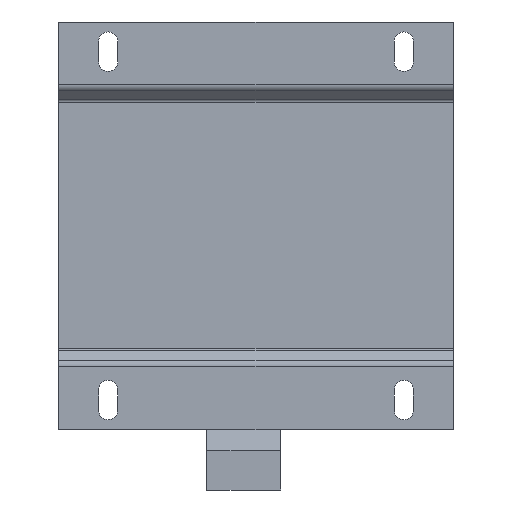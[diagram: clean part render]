
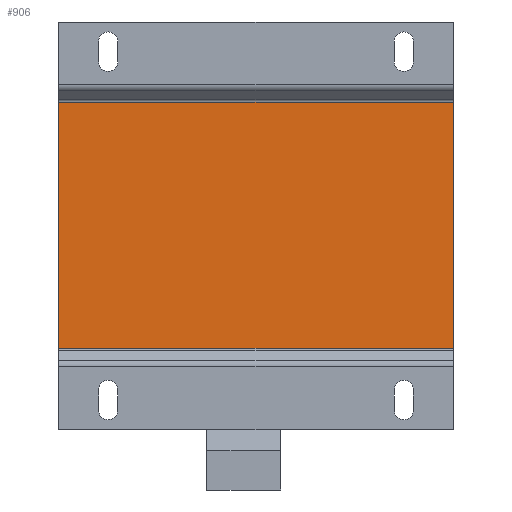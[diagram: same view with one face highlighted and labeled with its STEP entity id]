
A CAD part, front view. The second image highlights one B-rep face of the part: STEP entity #906.
In plain terms, the highlighted planar face has unit normal (0, -1, 0).
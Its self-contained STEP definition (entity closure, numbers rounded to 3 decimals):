
#57 = EDGE_LOOP ( 'NONE', ( #1748, #1705, #1038, #2657 ) ) ;
#269 = CARTESIAN_POINT ( 'NONE',  ( 0., -51.5, -37.234 ) ) ;
#303 = VECTOR ( 'NONE', #4194, 1000. ) ;
#390 = VERTEX_POINT ( 'NONE', #4000 ) ;
#626 = VERTEX_POINT ( 'NONE', #5325 ) ;
#906 = ADVANCED_FACE ( 'Defeature ausgef�hrt1_85', ( #4989 ), #1836, .F. ) ;
#1038 = ORIENTED_EDGE ( 'NONE', *, *, #3124, .T. ) ;
#1402 = CARTESIAN_POINT ( 'NONE',  ( 0., -51.5, 37.594 ) ) ;
#1512 = CARTESIAN_POINT ( 'NONE',  ( 60., -51.5, -62. ) ) ;
#1561 = EDGE_CURVE ( 'Defeature ausgef�hrt1_86+Defeature ausgef�hrt1_85+Defeature ausgef�hrt1_80+Defeature ausgef�hrt1_67', #4307, #390, #5537, .T. ) ;
#1693 = LINE ( 'NONE', #269, #5917 ) ;
#1705 = ORIENTED_EDGE ( 'NONE', *, *, #1561, .F. ) ;
#1748 = ORIENTED_EDGE ( 'NONE', *, *, #2548, .F. ) ;
#1836 = PLANE ( 'NONE',  #4999 ) ;
#2135 = EDGE_CURVE ( 'Defeature ausgef�hrt1_88+Defeature ausgef�hrt1_85+Defeature ausgef�hrt1_66+Defeature ausgef�hrt1_79', #626, #5836, #4281, .T. ) ;
#2548 = EDGE_CURVE ( 'Defeature ausgef�hrt1_65+Defeature ausgef�hrt1_85+Defeature ausgef�hrt1_67+Defeature ausgef�hrt1_66', #390, #626, #1693, .T. ) ;
#2657 = ORIENTED_EDGE ( 'NONE', *, *, #2135, .F. ) ;
#2892 = VECTOR ( 'NONE', #3576, 1000. ) ;
#3124 = EDGE_CURVE ( 'Defeature ausgef�hrt1_85+Defeature ausgef�hrt1_78+Defeature ausgef�hrt1_86+Defeature ausgef�hrt1_88', #4307, #5836, #6032, .T. ) ;
#3481 = DIRECTION ( 'NONE',  ( 0., 0., 1. ) ) ;
#3576 = DIRECTION ( 'NONE',  ( 0., 0., -1. ) ) ;
#4000 = CARTESIAN_POINT ( 'NONE',  ( 60., -51.5, -37.234 ) ) ;
#4194 = DIRECTION ( 'NONE',  ( 0., 0., 1. ) ) ;
#4281 = LINE ( 'NONE', #6337, #303 ) ;
#4307 = VERTEX_POINT ( 'NONE', #4666 ) ;
#4639 = VECTOR ( 'NONE', #6730, 1000. ) ;
#4666 = CARTESIAN_POINT ( 'NONE',  ( 60., -51.5, 37.594 ) ) ;
#4989 = FACE_OUTER_BOUND ( 'NONE', #57, .T. ) ;
#4999 = AXIS2_PLACEMENT_3D ( 'NONE', #6064, #5109, #3481 ) ;
#5109 = DIRECTION ( 'NONE',  ( 0., 1., 0. ) ) ;
#5325 = CARTESIAN_POINT ( 'NONE',  ( -60., -51.5, -37.234 ) ) ;
#5537 = LINE ( 'NONE', #1512, #2892 ) ;
#5836 = VERTEX_POINT ( 'NONE', #6343 ) ;
#5917 = VECTOR ( 'NONE', #6688, 1000. ) ;
#6032 = LINE ( 'NONE', #1402, #4639 ) ;
#6064 = CARTESIAN_POINT ( 'NONE',  ( 0., -51.5, 0. ) ) ;
#6337 = CARTESIAN_POINT ( 'NONE',  ( -60., -51.5, -62. ) ) ;
#6343 = CARTESIAN_POINT ( 'NONE',  ( -60., -51.5, 37.594 ) ) ;
#6688 = DIRECTION ( 'NONE',  ( -1., 0., 0. ) ) ;
#6730 = DIRECTION ( 'NONE',  ( -1., 0., 0. ) ) ;
